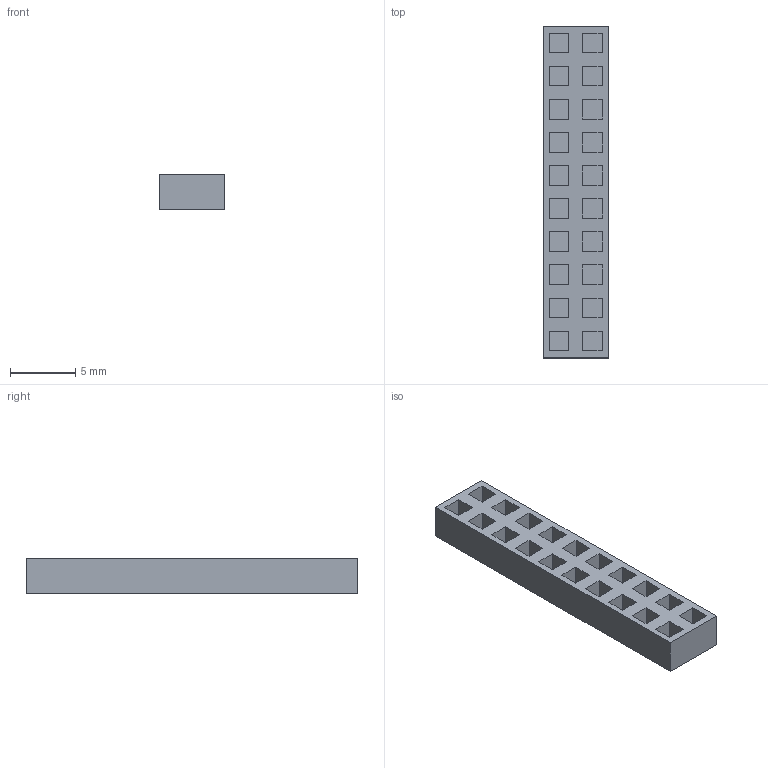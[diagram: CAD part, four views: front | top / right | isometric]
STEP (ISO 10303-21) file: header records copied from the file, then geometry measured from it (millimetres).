
FILE_DESCRIPTION(/* description */ (''),/* implementation_level */ '2;1');
FILE_NAME(/* name */ 'HLE-11~1',/* time_stamp */ '2019-02-15T15:28:59+01:00',/* author */ (''),/* organization */ (''),/* preprocessor_version */ 'ST-DEVELOPER v15',/* originating_system */ '',/* authorisation */ '');
FILE_SCHEMA (('AUTOMOTIVE_DESIGN'));
Length unit declared in the file: millimetre
Products named in the file (1): Document
Bounding box: 5 x 25.4 x 2.7 mm (x, y, z)
Volume: 266.4 mm3; surface area: 622.2 mm2
Topology: 1 solids, 1 shells, 106 faces, 252 edges, 168 vertices
Faces by surface type: plane 106
Entity records: 2657 total; most frequent: CARTESIAN_POINT 780, ORIENTED_EDGE 504, EDGE_CURVE 252, B_SPLINE_CURVE_WITH_KNOTS 252, VERTEX_POINT 168, EDGE_LOOP 126, DIRECTION 110, AXIS2_PLACEMENT_3D 108
